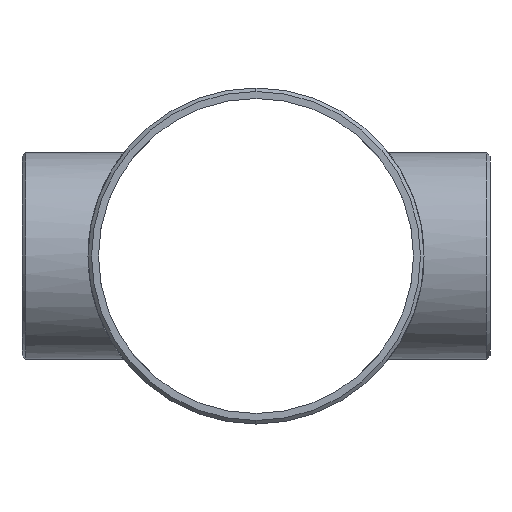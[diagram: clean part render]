
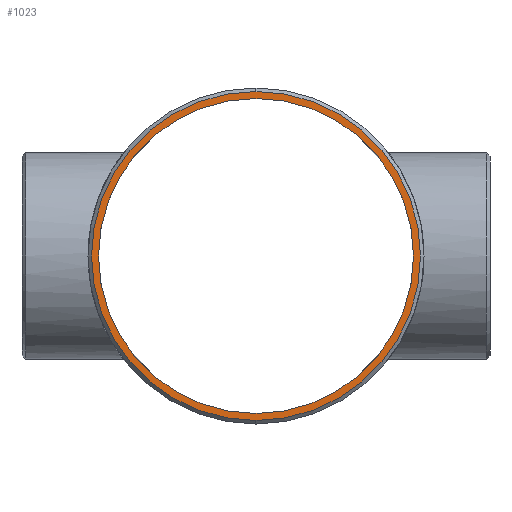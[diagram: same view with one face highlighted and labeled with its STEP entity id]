
A CAD part, left-side view. The second image highlights one B-rep face of the part: STEP entity #1023.
In plain terms, the highlighted planar face has unit normal (-1, 0, 0).
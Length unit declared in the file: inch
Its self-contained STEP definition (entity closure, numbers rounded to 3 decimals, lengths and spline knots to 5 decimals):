
#92 = ORIENTED_EDGE ( 'NONE', *, *, #1279, .T. ) ;
#95 = AXIS2_PLACEMENT_3D ( 'NONE', #397, #266, #1180 ) ;
#138 = VERTEX_POINT ( 'NONE', #836 ) ;
#263 = AXIS2_PLACEMENT_3D ( 'NONE', #452, #444, #686 ) ;
#264 = AXIS2_PLACEMENT_3D ( 'NONE', #1084, #374, #1412 ) ;
#266 = DIRECTION ( 'NONE',  ( 1., 0., 0. ) ) ;
#328 = DIRECTION ( 'NONE',  ( -1., 0., 0. ) ) ;
#374 = DIRECTION ( 'NONE',  ( 1., 0., 0. ) ) ;
#397 = CARTESIAN_POINT ( 'NONE',  ( -11., 0., 0. ) ) ;
#444 = DIRECTION ( 'NONE',  ( -1., 0., 0. ) ) ;
#452 = CARTESIAN_POINT ( 'NONE',  ( -11., 0., 0. ) ) ;
#472 = VERTEX_POINT ( 'NONE', #1175 ) ;
#514 = AXIS2_PLACEMENT_3D ( 'NONE', #564, #328, #785 ) ;
#564 = CARTESIAN_POINT ( 'NONE',  ( -11., 0., 0. ) ) ;
#572 = CARTESIAN_POINT ( 'NONE',  ( -11., 0., -6.854 ) ) ;
#574 = ORIENTED_EDGE ( 'NONE', *, *, #1302, .T. ) ;
#640 = CIRCLE ( 'NONE', #263, 6.854 ) ;
#686 = DIRECTION ( 'NONE',  ( 0., 0., 1. ) ) ;
#693 = DIRECTION ( 'NONE',  ( -1., 0., 0. ) ) ;
#758 = EDGE_LOOP ( 'NONE', ( #1382, #782 ) ) ;
#782 = ORIENTED_EDGE ( 'NONE', *, *, #921, .T. ) ;
#785 = DIRECTION ( 'NONE',  ( 0., 0., 1. ) ) ;
#836 = CARTESIAN_POINT ( 'NONE',  ( -11., 0., -6.562 ) ) ;
#885 = EDGE_CURVE ( 'NONE', #1035, #1418, #640, .T. ) ;
#895 = FACE_OUTER_BOUND ( 'NONE', #758, .T. ) ;
#910 = FACE_BOUND ( 'NONE', #1502, .T. ) ;
#921 = EDGE_CURVE ( 'NONE', #1418, #1035, #1066, .T. ) ;
#931 = AXIS2_PLACEMENT_3D ( 'NONE', #1020, #693, #1011 ) ;
#1011 = DIRECTION ( 'NONE',  ( 0., 0., -1. ) ) ;
#1020 = CARTESIAN_POINT ( 'NONE',  ( -11., 0., 0. ) ) ;
#1023 = ADVANCED_FACE ( 'NONE', ( #895, #910 ), #1495, .T. ) ;
#1035 = VERTEX_POINT ( 'NONE', #572 ) ;
#1066 = CIRCLE ( 'NONE', #514, 6.854 ) ;
#1084 = CARTESIAN_POINT ( 'NONE',  ( -11., 0., 0. ) ) ;
#1147 = CIRCLE ( 'NONE', #264, 6.562 ) ;
#1175 = CARTESIAN_POINT ( 'NONE',  ( -11., 0., 6.562 ) ) ;
#1180 = DIRECTION ( 'NONE',  ( 0., 0., 1. ) ) ;
#1279 = EDGE_CURVE ( 'NONE', #472, #138, #1434, .T. ) ;
#1302 = EDGE_CURVE ( 'NONE', #138, #472, #1147, .T. ) ;
#1313 = CARTESIAN_POINT ( 'NONE',  ( -11., 0., 6.854 ) ) ;
#1382 = ORIENTED_EDGE ( 'NONE', *, *, #885, .T. ) ;
#1412 = DIRECTION ( 'NONE',  ( 0., 0., 1. ) ) ;
#1418 = VERTEX_POINT ( 'NONE', #1313 ) ;
#1434 = CIRCLE ( 'NONE', #95, 6.562 ) ;
#1495 = PLANE ( 'NONE',  #931 ) ;
#1502 = EDGE_LOOP ( 'NONE', ( #92, #574 ) ) ;
